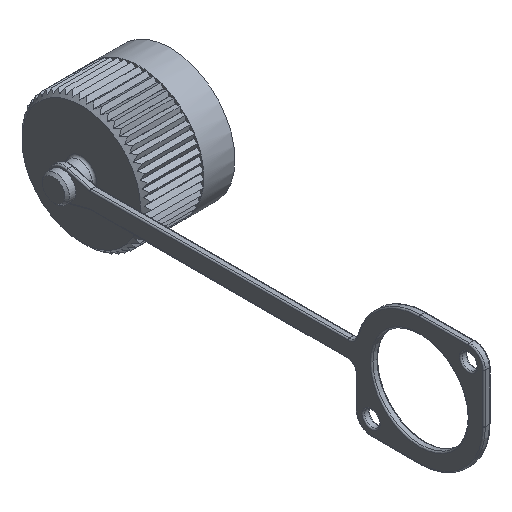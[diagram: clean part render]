
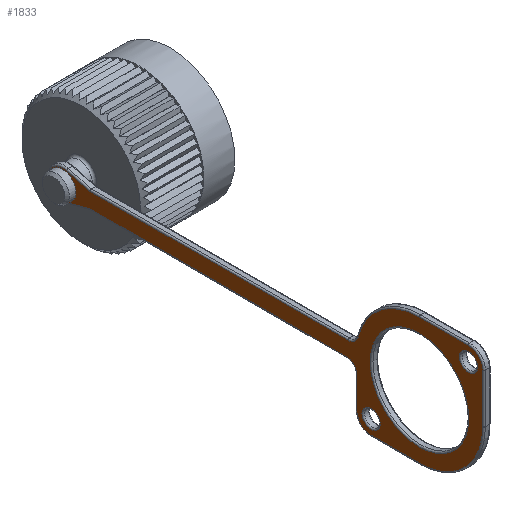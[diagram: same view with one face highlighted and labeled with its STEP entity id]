
A CAD part, isometric view. The second image highlights one B-rep face of the part: STEP entity #1833.
In plain terms, the highlighted planar face has unit normal (-1, 0, 0).
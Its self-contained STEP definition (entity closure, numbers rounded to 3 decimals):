
#1020=LINE('',#8847,#1342);
#1021=LINE('',#8849,#1343);
#1022=LINE('',#8853,#1344);
#1023=LINE('',#8857,#1345);
#1024=LINE('',#8861,#1346);
#1025=LINE('',#8865,#1347);
#1026=LINE('',#8871,#1348);
#1027=LINE('',#8873,#1349);
#1342=VECTOR('',#7028,1.);
#1343=VECTOR('',#7029,1.);
#1344=VECTOR('',#7032,1.);
#1345=VECTOR('',#7035,1.);
#1346=VECTOR('',#7038,1.);
#1347=VECTOR('',#7041,1.);
#1348=VECTOR('',#7046,1.);
#1349=VECTOR('',#7047,1.);
#1833=ADVANCED_FACE('',(#2107,#2108,#2109,#2110,#2111),#2061,.F.);
#2061=PLANE('',#5701);
#2107=FACE_BOUND('',#2415,.T.);
#2108=FACE_BOUND('',#2416,.T.);
#2109=FACE_BOUND('',#2417,.T.);
#2110=FACE_BOUND('',#2418,.T.);
#2111=FACE_BOUND('',#2419,.T.);
#2415=EDGE_LOOP('',(#3687));
#2416=EDGE_LOOP('',(#3688));
#2417=EDGE_LOOP('',(#3689,#3690,#3691,#3692,#3693,#3694,#3695,#3696,#3697,
#3698,#3699,#3700,#3701,#3702,#3703));
#2418=EDGE_LOOP('',(#3704));
#2419=EDGE_LOOP('',(#3705));
#3687=ORIENTED_EDGE('',*,*,#4854,.T.);
#3688=ORIENTED_EDGE('',*,*,#4916,.T.);
#3689=ORIENTED_EDGE('',*,*,#4917,.T.);
#3690=ORIENTED_EDGE('',*,*,#4918,.T.);
#3691=ORIENTED_EDGE('',*,*,#4919,.T.);
#3692=ORIENTED_EDGE('',*,*,#4920,.T.);
#3693=ORIENTED_EDGE('',*,*,#4921,.T.);
#3694=ORIENTED_EDGE('',*,*,#4922,.T.);
#3695=ORIENTED_EDGE('',*,*,#4923,.T.);
#3696=ORIENTED_EDGE('',*,*,#4924,.T.);
#3697=ORIENTED_EDGE('',*,*,#4925,.T.);
#3698=ORIENTED_EDGE('',*,*,#4926,.T.);
#3699=ORIENTED_EDGE('',*,*,#4927,.T.);
#3700=ORIENTED_EDGE('',*,*,#4928,.T.);
#3701=ORIENTED_EDGE('',*,*,#4929,.T.);
#3702=ORIENTED_EDGE('',*,*,#4930,.T.);
#3703=ORIENTED_EDGE('',*,*,#4931,.T.);
#3704=ORIENTED_EDGE('',*,*,#4932,.T.);
#3705=ORIENTED_EDGE('',*,*,#4933,.T.);
#4208=VERTEX_POINT('',#8714);
#4259=VERTEX_POINT('',#8843);
#4260=VERTEX_POINT('',#8845);
#4261=VERTEX_POINT('',#8846);
#4262=VERTEX_POINT('',#8848);
#4263=VERTEX_POINT('',#8850);
#4264=VERTEX_POINT('',#8852);
#4265=VERTEX_POINT('',#8854);
#4266=VERTEX_POINT('',#8856);
#4267=VERTEX_POINT('',#8858);
#4268=VERTEX_POINT('',#8860);
#4269=VERTEX_POINT('',#8862);
#4270=VERTEX_POINT('',#8864);
#4271=VERTEX_POINT('',#8866);
#4272=VERTEX_POINT('',#8868);
#4273=VERTEX_POINT('',#8870);
#4274=VERTEX_POINT('',#8872);
#4275=VERTEX_POINT('',#8875);
#4276=VERTEX_POINT('',#8877);
#4854=EDGE_CURVE('',#4208,#4208,#5160,.T.);
#4916=EDGE_CURVE('',#4259,#4259,#5183,.T.);
#4917=EDGE_CURVE('',#4260,#4261,#5184,.T.);
#4918=EDGE_CURVE('',#4261,#4262,#1020,.T.);
#4919=EDGE_CURVE('',#4262,#4263,#1021,.T.);
#4920=EDGE_CURVE('',#4263,#4264,#5185,.T.);
#4921=EDGE_CURVE('',#4264,#4265,#1022,.T.);
#4922=EDGE_CURVE('',#4265,#4266,#5186,.T.);
#4923=EDGE_CURVE('',#4266,#4267,#1023,.T.);
#4924=EDGE_CURVE('',#4267,#4268,#5187,.T.);
#4925=EDGE_CURVE('',#4268,#4269,#1024,.T.);
#4926=EDGE_CURVE('',#4269,#4270,#5188,.T.);
#4927=EDGE_CURVE('',#4270,#4271,#1025,.T.);
#4928=EDGE_CURVE('',#4271,#4272,#5189,.T.);
#4929=EDGE_CURVE('',#4272,#4273,#5190,.T.);
#4930=EDGE_CURVE('',#4273,#4274,#1026,.T.);
#4931=EDGE_CURVE('',#4274,#4260,#1027,.T.);
#4932=EDGE_CURVE('',#4275,#4275,#5191,.T.);
#4933=EDGE_CURVE('',#4276,#4276,#5192,.T.);
#5160=CIRCLE('',#5652,2.2);
#5183=CIRCLE('',#5691,11.05);
#5184=CIRCLE('',#5692,3.2);
#5185=CIRCLE('',#5693,2.3);
#5186=CIRCLE('',#5694,3.2);
#5187=CIRCLE('',#5695,14.2);
#5188=CIRCLE('',#5696,3.2);
#5189=CIRCLE('',#5697,14.2);
#5190=CIRCLE('',#5698,2.3);
#5191=CIRCLE('',#5699,2.05);
#5192=CIRCLE('',#5700,2.05);
#5652=AXIS2_PLACEMENT_3D('',#8713,#6907,#6908);
#5691=AXIS2_PLACEMENT_3D('',#8842,#7024,#7025);
#5692=AXIS2_PLACEMENT_3D('',#8844,#7026,#7027);
#5693=AXIS2_PLACEMENT_3D('',#8851,#7030,#7031);
#5694=AXIS2_PLACEMENT_3D('',#8855,#7033,#7034);
#5695=AXIS2_PLACEMENT_3D('',#8859,#7036,#7037);
#5696=AXIS2_PLACEMENT_3D('',#8863,#7039,#7040);
#5697=AXIS2_PLACEMENT_3D('',#8867,#7042,#7043);
#5698=AXIS2_PLACEMENT_3D('',#8869,#7044,#7045);
#5699=AXIS2_PLACEMENT_3D('',#8874,#7048,#7049);
#5700=AXIS2_PLACEMENT_3D('',#8876,#7050,#7051);
#5701=AXIS2_PLACEMENT_3D('',#8878,#7052,#7053);
#6907=DIRECTION('',(1.,0.,0.));
#6908=DIRECTION('',(0.,0.,-1.));
#7024=DIRECTION('',(1.,0.,0.));
#7025=DIRECTION('',(0.,1.,0.));
#7026=DIRECTION('',(-1.,0.,0.));
#7027=DIRECTION('',(0.,1.,0.));
#7028=DIRECTION('',(0.,-0.966,0.259));
#7029=DIRECTION('',(0.,-1.,0.));
#7030=DIRECTION('',(1.,0.,0.));
#7031=DIRECTION('',(0.,1.,0.));
#7032=DIRECTION('',(0.,0.,-1.));
#7033=DIRECTION('',(-1.,0.,0.));
#7034=DIRECTION('',(0.,1.,0.));
#7035=DIRECTION('',(0.,-1.,0.));
#7036=DIRECTION('',(-1.,0.,0.));
#7037=DIRECTION('',(0.,1.,0.));
#7038=DIRECTION('',(0.,0.,1.));
#7039=DIRECTION('',(-1.,0.,0.));
#7040=DIRECTION('',(0.,1.,0.));
#7041=DIRECTION('',(0.,1.,0.));
#7042=DIRECTION('',(-1.,0.,0.));
#7043=DIRECTION('',(0.,1.,0.));
#7044=DIRECTION('',(1.,0.,0.));
#7045=DIRECTION('',(0.,1.,0.));
#7046=DIRECTION('',(0.,1.,0.));
#7047=DIRECTION('',(0.,0.966,0.259));
#7048=DIRECTION('',(1.,0.,0.));
#7049=DIRECTION('',(0.,1.,0.));
#7050=DIRECTION('',(1.,0.,0.));
#7051=DIRECTION('',(0.,1.,0.));
#7052=DIRECTION('',(1.,0.,0.));
#7053=DIRECTION('',(0.,1.,0.));
#8713=CARTESIAN_POINT('',(-4.075,0.,0.));
#8714=CARTESIAN_POINT('',(-4.075,0.,-2.2));
#8842=CARTESIAN_POINT('',(-4.075,-80.,0.));
#8843=CARTESIAN_POINT('',(-4.075,-68.95,0.));
#8844=CARTESIAN_POINT('',(-4.075,0.,0.));
#8845=CARTESIAN_POINT('',(-4.075,-0.828,3.091));
#8846=CARTESIAN_POINT('',(-4.075,-0.828,-3.091));
#8847=CARTESIAN_POINT('',(-4.075,-75.469,16.909));
#8848=CARTESIAN_POINT('',(-4.075,-6.019,-1.7));
#8849=CARTESIAN_POINT('',(-4.075,-80.,-1.7));
#8850=CARTESIAN_POINT('',(-4.075,-63.639,-1.7));
#8851=CARTESIAN_POINT('',(-4.075,-63.639,-4.));
#8852=CARTESIAN_POINT('',(-4.075,-65.939,-4.));
#8853=CARTESIAN_POINT('',(-4.075,-65.939,0.));
#8854=CARTESIAN_POINT('',(-4.075,-65.939,-10.999));
#8855=CARTESIAN_POINT('',(-4.075,-69.139,-10.999));
#8856=CARTESIAN_POINT('',(-4.075,-69.139,-14.199));
#8857=CARTESIAN_POINT('',(-4.075,-80.,-14.199));
#8858=CARTESIAN_POINT('',(-4.075,-80.18,-14.199));
#8859=CARTESIAN_POINT('',(-4.075,-80.,0.));
#8860=CARTESIAN_POINT('',(-4.075,-94.2,0.));
#8861=CARTESIAN_POINT('',(-4.075,-94.2,0.));
#8862=CARTESIAN_POINT('',(-4.075,-94.2,11.));
#8863=CARTESIAN_POINT('',(-4.075,-91.,11.));
#8864=CARTESIAN_POINT('',(-4.075,-91.,14.2));
#8865=CARTESIAN_POINT('',(-4.075,-80.,14.2));
#8866=CARTESIAN_POINT('',(-4.075,-80.,14.2));
#8867=CARTESIAN_POINT('',(-4.075,-80.,0.));
#8868=CARTESIAN_POINT('',(-4.075,-66.224,3.442));
#8869=CARTESIAN_POINT('',(-4.075,-63.992,4.));
#8870=CARTESIAN_POINT('',(-4.075,-63.992,1.7));
#8871=CARTESIAN_POINT('',(-4.075,-80.,1.7));
#8872=CARTESIAN_POINT('',(-4.075,-6.019,1.7));
#8873=CARTESIAN_POINT('',(-4.075,-75.469,-16.909));
#8874=CARTESIAN_POINT('',(-4.075,-91.,11.));
#8875=CARTESIAN_POINT('',(-4.075,-88.95,11.));
#8876=CARTESIAN_POINT('',(-4.075,-69.139,-10.999));
#8877=CARTESIAN_POINT('',(-4.075,-67.089,-10.999));
#8878=CARTESIAN_POINT('',(-4.075,-80.,0.));
